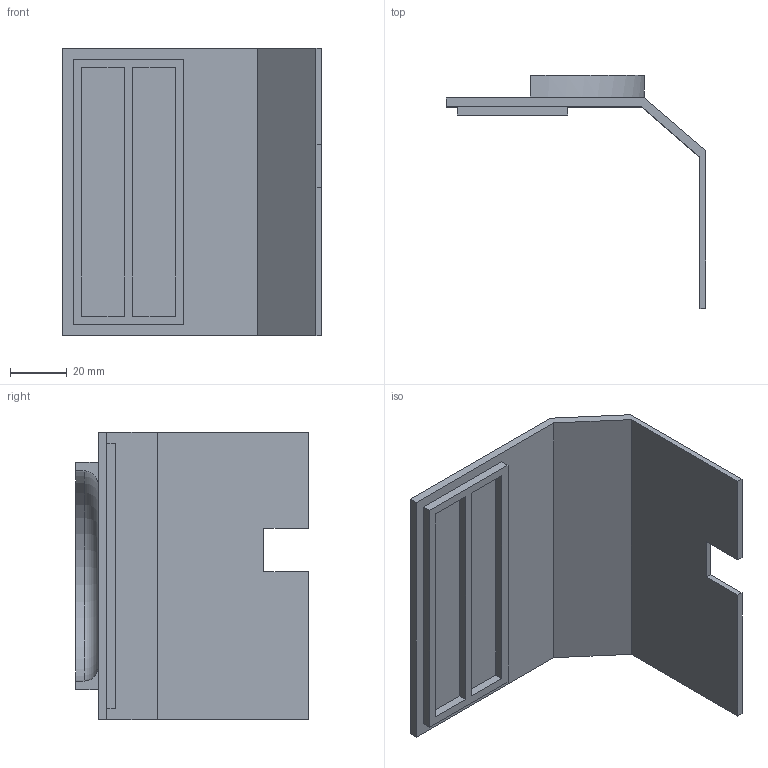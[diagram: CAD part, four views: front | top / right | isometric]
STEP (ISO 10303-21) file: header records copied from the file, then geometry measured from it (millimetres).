
FILE_DESCRIPTION(/* description */ (''),/* implementation_level */ '2;1');
FILE_NAME(/* name */ 'ADM_ELECTRONIC_TOP.stp',/* time_stamp */ '2024-10-18T18:05:00-05:00',/* author */ ('yulio'),/* organization */ (''),/* preprocessor_version */ 'ST-DEVELOPER v20',/* originating_system */ 'Autodesk Inventor 2024',/* authorisation */ '');
FILE_SCHEMA (('AUTOMOTIVE_DESIGN { 1 0 10303 214 3 1 1 }'));
Length unit declared in the file: millimetre
Products named in the file (1): Tapa trasera nueva
Bounding box: 91.3 x 82 x 101.2 mm (x, y, z)
Volume: 46568.3 mm3; surface area: 35303 mm2
Topology: 1 solids, 1 shells, 35 faces, 93 edges, 61 vertices
Faces by surface type: plane 32, cylinder 2, torus 1
Entity records: 1114 total; most frequent: CARTESIAN_POINT 218, ORIENTED_EDGE 178, DIRECTION 165, EDGE_CURVE 89, LINE 81, VECTOR 81, VERTEX_POINT 59, AXIS2_PLACEMENT_3D 42
